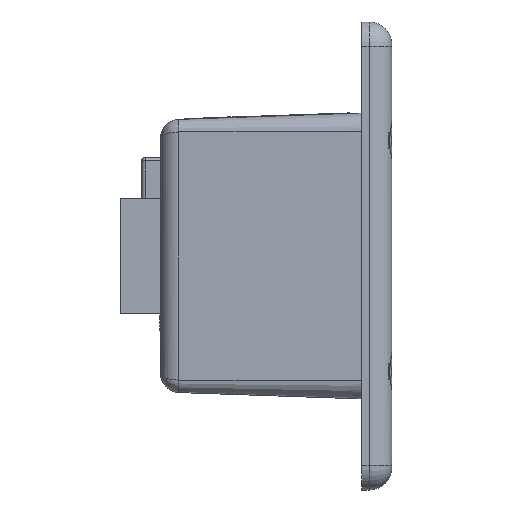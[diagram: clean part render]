
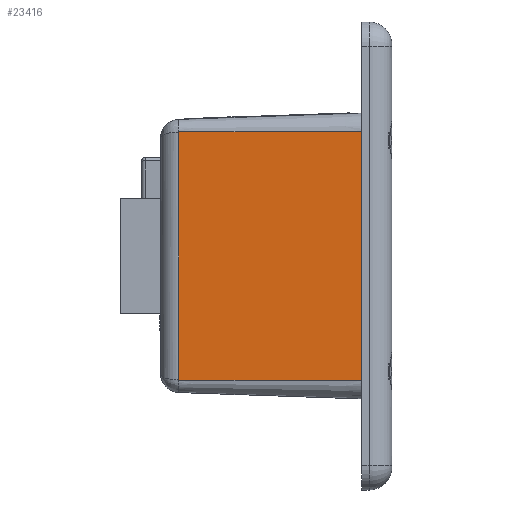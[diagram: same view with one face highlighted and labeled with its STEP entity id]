
A CAD part, left-side view. The second image highlights one B-rep face of the part: STEP entity #23416.
In plain terms, the highlighted planar face has unit normal (-0.999, 0.035, 0).
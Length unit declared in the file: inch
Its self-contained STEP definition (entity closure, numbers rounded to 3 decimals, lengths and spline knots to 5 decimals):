
#3788 = CARTESIAN_POINT ( 'NONE',  ( -1.815, 0., 0.655 ) ) ;
#12644 = CARTESIAN_POINT ( 'NONE',  ( -1.815, 0., -0.655 ) ) ;
#13137 = DIRECTION ( 'NONE',  ( -0.035, -0.999, 0. ) ) ;
#15694 = VECTOR ( 'NONE', #22990, 39.37008 ) ;
#15829 = LINE ( 'NONE', #23219, #15694 ) ;
#18230 = VERTEX_POINT ( 'NONE', #73746 ) ;
#19800 = DIRECTION ( 'NONE',  ( 0., 0., 1. ) ) ;
#19868 = DIRECTION ( 'NONE',  ( -0.035, -0.999, 0. ) ) ;
#20978 = VERTEX_POINT ( 'NONE', #67722 ) ;
#21714 = EDGE_CURVE ( 'NONE', #20978, #33343, #67996, .T. ) ;
#22990 = DIRECTION ( 'NONE',  ( -0.035, -0.999, 0. ) ) ;
#23219 = CARTESIAN_POINT ( 'NONE',  ( -1.815, 0., -0.655 ) ) ;
#23416 = ADVANCED_FACE ( 'NONE', ( #41668 ), #42173, .T. ) ;
#25112 = CARTESIAN_POINT ( 'NONE',  ( -1.815, 0., -0.655 ) ) ;
#27713 = EDGE_CURVE ( 'NONE', #20978, #51960, #52991, .T. ) ;
#30097 = VECTOR ( 'NONE', #19800, 39.37008 ) ;
#30207 = LINE ( 'NONE', #25112, #30097 ) ;
#33343 = VERTEX_POINT ( 'NONE', #3788 ) ;
#36308 = ORIENTED_EDGE ( 'NONE', *, *, #72166, .T. ) ;
#36464 = EDGE_CURVE ( 'NONE', #51960, #18230, #15829, .T. ) ;
#40595 = ORIENTED_EDGE ( 'NONE', *, *, #36464, .T. ) ;
#41668 = FACE_OUTER_BOUND ( 'NONE', #53845, .T. ) ;
#42173 = PLANE ( 'NONE',  #45805 ) ;
#45805 = AXIS2_PLACEMENT_3D ( 'NONE', #12644, #48035, #13137 ) ;
#48035 = DIRECTION ( 'NONE',  ( -0.999, 0.035, 0. ) ) ;
#51960 = VERTEX_POINT ( 'NONE', #58184 ) ;
#52991 = LINE ( 'NONE', #57841, #57491 ) ;
#53845 = EDGE_LOOP ( 'NONE', ( #71912, #63697, #40595, #36308 ) ) ;
#57491 = VECTOR ( 'NONE', #63824, 39.37008 ) ;
#57841 = CARTESIAN_POINT ( 'NONE',  ( -1.78128, 0.96549, -0.655 ) ) ;
#58184 = CARTESIAN_POINT ( 'NONE',  ( -1.78128, 0.96549, -0.655 ) ) ;
#60905 = CARTESIAN_POINT ( 'NONE',  ( -1.815, 0., 0.655 ) ) ;
#63697 = ORIENTED_EDGE ( 'NONE', *, *, #27713, .T. ) ;
#63824 = DIRECTION ( 'NONE',  ( 0., 0., -1. ) ) ;
#67722 = CARTESIAN_POINT ( 'NONE',  ( -1.78128, 0.96549, 0.655 ) ) ;
#67996 = LINE ( 'NONE', #60905, #70921 ) ;
#70921 = VECTOR ( 'NONE', #19868, 39.37008 ) ;
#71912 = ORIENTED_EDGE ( 'NONE', *, *, #21714, .F. ) ;
#72166 = EDGE_CURVE ( 'NONE', #18230, #33343, #30207, .T. ) ;
#73746 = CARTESIAN_POINT ( 'NONE',  ( -1.815, 0., -0.655 ) ) ;
